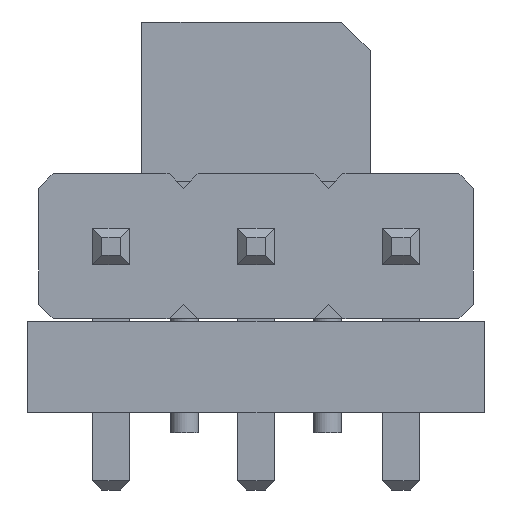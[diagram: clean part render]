
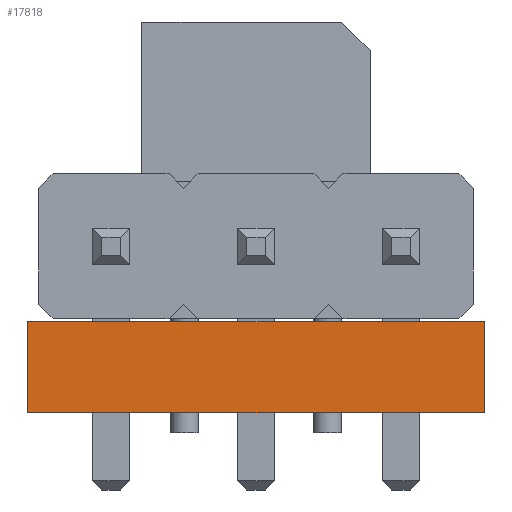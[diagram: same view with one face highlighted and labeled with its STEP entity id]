
A CAD part, left-side view. The second image highlights one B-rep face of the part: STEP entity #17818.
In plain terms, the highlighted planar face has unit normal (-1, 0, 0).
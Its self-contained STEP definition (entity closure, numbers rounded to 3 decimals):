
#17702 = EDGE_CURVE('',#17703,#17705,#17707,.T.);
#17703 = VERTEX_POINT('',#17704);
#17704 = CARTESIAN_POINT('',(0.,8.,0.));
#17705 = VERTEX_POINT('',#17706);
#17706 = CARTESIAN_POINT('',(0.,8.,1.6));
#17707 = SURFACE_CURVE('',#17708,(#17712,#17724),.PCURVE_S1.);
#17708 = LINE('',#17709,#17710);
#17709 = CARTESIAN_POINT('',(0.,8.,0.));
#17710 = VECTOR('',#17711,1.);
#17711 = DIRECTION('',(0.,0.,1.));
#17712 = PCURVE('',#17713,#17718);
#17713 = PLANE('',#17714);
#17714 = AXIS2_PLACEMENT_3D('',#17715,#17716,#17717);
#17715 = CARTESIAN_POINT('',(0.,8.,0.));
#17716 = DIRECTION('',(0.,1.,0.));
#17717 = DIRECTION('',(1.,0.,0.));
#17718 = DEFINITIONAL_REPRESENTATION('',(#17719),#17723);
#17719 = LINE('',#17720,#17721);
#17720 = CARTESIAN_POINT('',(0.,0.));
#17721 = VECTOR('',#17722,1.);
#17722 = DIRECTION('',(0.,-1.));
#17723 = ( GEOMETRIC_REPRESENTATION_CONTEXT(2) 
PARAMETRIC_REPRESENTATION_CONTEXT() REPRESENTATION_CONTEXT('2D SPACE',''
  ) );
#17724 = PCURVE('',#17725,#17730);
#17725 = PLANE('',#17726);
#17726 = AXIS2_PLACEMENT_3D('',#17727,#17728,#17729);
#17727 = CARTESIAN_POINT('',(0.,0.,0.));
#17728 = DIRECTION('',(-1.,0.,0.));
#17729 = DIRECTION('',(0.,1.,0.));
#17730 = DEFINITIONAL_REPRESENTATION('',(#17731),#17735);
#17731 = LINE('',#17732,#17733);
#17732 = CARTESIAN_POINT('',(8.,0.));
#17733 = VECTOR('',#17734,1.);
#17734 = DIRECTION('',(0.,-1.));
#17735 = ( GEOMETRIC_REPRESENTATION_CONTEXT(2) 
PARAMETRIC_REPRESENTATION_CONTEXT() REPRESENTATION_CONTEXT('2D SPACE',''
  ) );
#17753 = PLANE('',#17754);
#17754 = AXIS2_PLACEMENT_3D('',#17755,#17756,#17757);
#17755 = CARTESIAN_POINT('',(0.,8.,1.6));
#17756 = DIRECTION('',(-0.,0.,1.));
#17757 = DIRECTION('',(1.,0.,0.));
#17807 = PLANE('',#17808);
#17808 = AXIS2_PLACEMENT_3D('',#17809,#17810,#17811);
#17809 = CARTESIAN_POINT('',(0.,8.,0.));
#17810 = DIRECTION('',(-0.,0.,1.));
#17811 = DIRECTION('',(1.,0.,0.));
#17818 = ADVANCED_FACE('',(#17819),#17725,.T.);
#17819 = FACE_BOUND('',#17820,.T.);
#17820 = EDGE_LOOP('',(#17821,#17851,#17872,#17873));
#17821 = ORIENTED_EDGE('',*,*,#17822,.T.);
#17822 = EDGE_CURVE('',#17823,#17825,#17827,.T.);
#17823 = VERTEX_POINT('',#17824);
#17824 = CARTESIAN_POINT('',(0.,-0.,0.));
#17825 = VERTEX_POINT('',#17826);
#17826 = CARTESIAN_POINT('',(0.,0.,1.6));
#17827 = SURFACE_CURVE('',#17828,(#17832,#17839),.PCURVE_S1.);
#17828 = LINE('',#17829,#17830);
#17829 = CARTESIAN_POINT('',(0.,-0.,0.));
#17830 = VECTOR('',#17831,1.);
#17831 = DIRECTION('',(0.,0.,1.));
#17832 = PCURVE('',#17725,#17833);
#17833 = DEFINITIONAL_REPRESENTATION('',(#17834),#17838);
#17834 = LINE('',#17835,#17836);
#17835 = CARTESIAN_POINT('',(0.,0.));
#17836 = VECTOR('',#17837,1.);
#17837 = DIRECTION('',(0.,-1.));
#17838 = ( GEOMETRIC_REPRESENTATION_CONTEXT(2) 
PARAMETRIC_REPRESENTATION_CONTEXT() REPRESENTATION_CONTEXT('2D SPACE',''
  ) );
#17839 = PCURVE('',#17840,#17845);
#17840 = PLANE('',#17841);
#17841 = AXIS2_PLACEMENT_3D('',#17842,#17843,#17844);
#17842 = CARTESIAN_POINT('',(20.5,0.,0.));
#17843 = DIRECTION('',(0.,-1.,0.));
#17844 = DIRECTION('',(-1.,0.,0.));
#17845 = DEFINITIONAL_REPRESENTATION('',(#17846),#17850);
#17846 = LINE('',#17847,#17848);
#17847 = CARTESIAN_POINT('',(20.5,0.));
#17848 = VECTOR('',#17849,1.);
#17849 = DIRECTION('',(0.,-1.));
#17850 = ( GEOMETRIC_REPRESENTATION_CONTEXT(2) 
PARAMETRIC_REPRESENTATION_CONTEXT() REPRESENTATION_CONTEXT('2D SPACE',''
  ) );
#17851 = ORIENTED_EDGE('',*,*,#17852,.T.);
#17852 = EDGE_CURVE('',#17825,#17705,#17853,.T.);
#17853 = SURFACE_CURVE('',#17854,(#17858,#17865),.PCURVE_S1.);
#17854 = LINE('',#17855,#17856);
#17855 = CARTESIAN_POINT('',(0.,0.,1.6));
#17856 = VECTOR('',#17857,1.);
#17857 = DIRECTION('',(0.,1.,0.));
#17858 = PCURVE('',#17725,#17859);
#17859 = DEFINITIONAL_REPRESENTATION('',(#17860),#17864);
#17860 = LINE('',#17861,#17862);
#17861 = CARTESIAN_POINT('',(0.,-1.6));
#17862 = VECTOR('',#17863,1.);
#17863 = DIRECTION('',(1.,0.));
#17864 = ( GEOMETRIC_REPRESENTATION_CONTEXT(2) 
PARAMETRIC_REPRESENTATION_CONTEXT() REPRESENTATION_CONTEXT('2D SPACE',''
  ) );
#17865 = PCURVE('',#17753,#17866);
#17866 = DEFINITIONAL_REPRESENTATION('',(#17867),#17871);
#17867 = LINE('',#17868,#17869);
#17868 = CARTESIAN_POINT('',(0.,-8.));
#17869 = VECTOR('',#17870,1.);
#17870 = DIRECTION('',(0.,1.));
#17871 = ( GEOMETRIC_REPRESENTATION_CONTEXT(2) 
PARAMETRIC_REPRESENTATION_CONTEXT() REPRESENTATION_CONTEXT('2D SPACE',''
  ) );
#17872 = ORIENTED_EDGE('',*,*,#17702,.F.);
#17873 = ORIENTED_EDGE('',*,*,#17874,.F.);
#17874 = EDGE_CURVE('',#17823,#17703,#17875,.T.);
#17875 = SURFACE_CURVE('',#17876,(#17880,#17887),.PCURVE_S1.);
#17876 = LINE('',#17877,#17878);
#17877 = CARTESIAN_POINT('',(0.,-0.,0.));
#17878 = VECTOR('',#17879,1.);
#17879 = DIRECTION('',(0.,1.,0.));
#17880 = PCURVE('',#17725,#17881);
#17881 = DEFINITIONAL_REPRESENTATION('',(#17882),#17886);
#17882 = LINE('',#17883,#17884);
#17883 = CARTESIAN_POINT('',(0.,0.));
#17884 = VECTOR('',#17885,1.);
#17885 = DIRECTION('',(1.,0.));
#17886 = ( GEOMETRIC_REPRESENTATION_CONTEXT(2) 
PARAMETRIC_REPRESENTATION_CONTEXT() REPRESENTATION_CONTEXT('2D SPACE',''
  ) );
#17887 = PCURVE('',#17807,#17888);
#17888 = DEFINITIONAL_REPRESENTATION('',(#17889),#17893);
#17889 = LINE('',#17890,#17891);
#17890 = CARTESIAN_POINT('',(0.,-8.));
#17891 = VECTOR('',#17892,1.);
#17892 = DIRECTION('',(0.,1.));
#17893 = ( GEOMETRIC_REPRESENTATION_CONTEXT(2) 
PARAMETRIC_REPRESENTATION_CONTEXT() REPRESENTATION_CONTEXT('2D SPACE',''
  ) );
